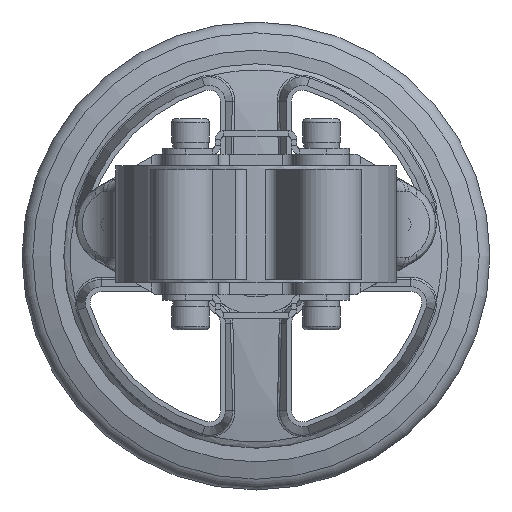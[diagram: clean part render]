
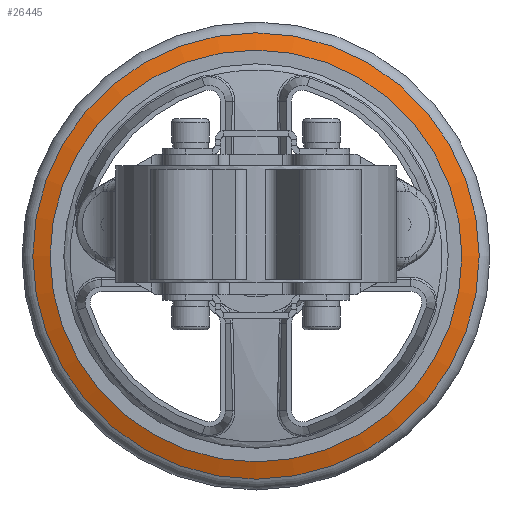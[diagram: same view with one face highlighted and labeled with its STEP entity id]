
A CAD part, front view. The second image highlights one B-rep face of the part: STEP entity #26445.
In plain terms, the highlighted conical face has half-angle 70 degrees and reference radius 88 mm.
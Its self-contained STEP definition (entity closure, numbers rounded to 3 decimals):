
#3341=LINE('',#45630,#5068);
#5068=VECTOR('',#33097,88.);
#5887=CONICAL_SURFACE('',#28387,88.,1.222);
#6766=FACE_OUTER_BOUND('',#8331,.T.);
#8331=EDGE_LOOP('',(#20978,#20979,#20980,#20981,#20982,#20983));
#9703=CIRCLE('',#28388,95.394);
#9704=CIRCLE('',#28389,88.);
#9705=CIRCLE('',#28390,88.);
#9706=CIRCLE('',#28391,95.394);
#11958=VERTEX_POINT('',#45626);
#11959=VERTEX_POINT('',#45627);
#11960=VERTEX_POINT('',#45629);
#11961=VERTEX_POINT('',#45631);
#15163=EDGE_CURVE('',#11958,#11959,#9703,.T.);
#15164=EDGE_CURVE('',#11959,#11960,#3341,.T.);
#15165=EDGE_CURVE('',#11960,#11961,#9704,.T.);
#15166=EDGE_CURVE('',#11961,#11960,#9705,.T.);
#15167=EDGE_CURVE('',#11959,#11958,#9706,.T.);
#20978=ORIENTED_EDGE('',*,*,#15163,.T.);
#20979=ORIENTED_EDGE('',*,*,#15164,.T.);
#20980=ORIENTED_EDGE('',*,*,#15165,.T.);
#20981=ORIENTED_EDGE('',*,*,#15166,.T.);
#20982=ORIENTED_EDGE('',*,*,#15164,.F.);
#20983=ORIENTED_EDGE('',*,*,#15167,.T.);
#26445=ADVANCED_FACE('',(#6766),#5887,.T.);
#28387=AXIS2_PLACEMENT_3D('',#45625,#33093,#33094);
#28388=AXIS2_PLACEMENT_3D('',#45628,#33095,#33096);
#28389=AXIS2_PLACEMENT_3D('',#45632,#33098,#33099);
#28390=AXIS2_PLACEMENT_3D('',#45633,#33100,#33101);
#28391=AXIS2_PLACEMENT_3D('',#45634,#33102,#33103);
#33093=DIRECTION('center_axis',(0.,1.,0.));
#33094=DIRECTION('ref_axis',(0.001,0.,-1.));
#33095=DIRECTION('center_axis',(0.,-1.,0.));
#33096=DIRECTION('ref_axis',(-0.001,0.,1.));
#33097=DIRECTION('',(0.001,-0.342,-0.94));
#33098=DIRECTION('center_axis',(0.,1.,0.));
#33099=DIRECTION('ref_axis',(0.001,0.,-1.));
#33100=DIRECTION('center_axis',(0.,1.,0.));
#33101=DIRECTION('ref_axis',(0.001,0.,-1.));
#33102=DIRECTION('center_axis',(0.,-1.,0.));
#33103=DIRECTION('ref_axis',(-0.001,0.,1.));
#45625=CARTESIAN_POINT('Origin',(0.,291.632,
-13.5));
#45626=CARTESIAN_POINT('',(0.06,294.324,-108.894));
#45627=CARTESIAN_POINT('',(-0.06,294.324,81.894));
#45628=CARTESIAN_POINT('Origin',(0.,294.324,
-13.5));
#45629=CARTESIAN_POINT('',(-0.056,291.632,74.5));
#45630=CARTESIAN_POINT('',(-0.056,291.632,74.5));
#45631=CARTESIAN_POINT('',(0.056,291.632,-101.5));
#45632=CARTESIAN_POINT('Origin',(0.,291.632,
-13.5));
#45633=CARTESIAN_POINT('Origin',(0.,291.632,
-13.5));
#45634=CARTESIAN_POINT('Origin',(0.,294.324,
-13.5));
